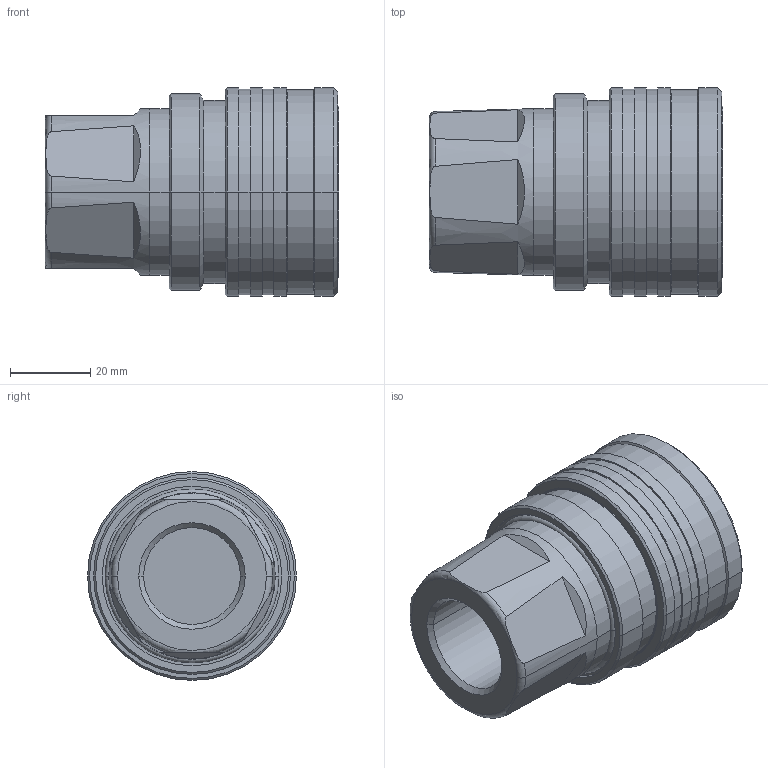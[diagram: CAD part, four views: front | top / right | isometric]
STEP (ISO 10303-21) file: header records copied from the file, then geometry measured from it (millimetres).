
FILE_DESCRIPTION (( 'STEP AP214' ), '1' );
FILE_NAME ('7511.STEP', '2015-09-03T14:48:07', ( 'admin' ), ( 'Microsoft' ), 'SwSTEP 2.0', 'SolidWorks 2009', '' );
FILE_SCHEMA (( 'AUTOMOTIVE_DESIGN' ));
Length unit declared in the file: millimetre
Products named in the file (1): 7511
Bounding box: 73 x 52 x 52 mm (x, y, z)
Volume: 88171.9 mm3; surface area: 21709.1 mm2
Topology: 1 solids, 1 shells, 138 faces, 286 edges, 170 vertices
Faces by surface type: cylinder 44, cone 36, plane 34, torus 24
Entity records: 4734 total; most frequent: CARTESIAN_POINT 843, DIRECTION 716, ORIENTED_EDGE 572, AXIS2_PLACEMENT_3D 315, EDGE_CURVE 286, CIRCLE 176, VERTEX_POINT 170, EDGE_LOOP 158
